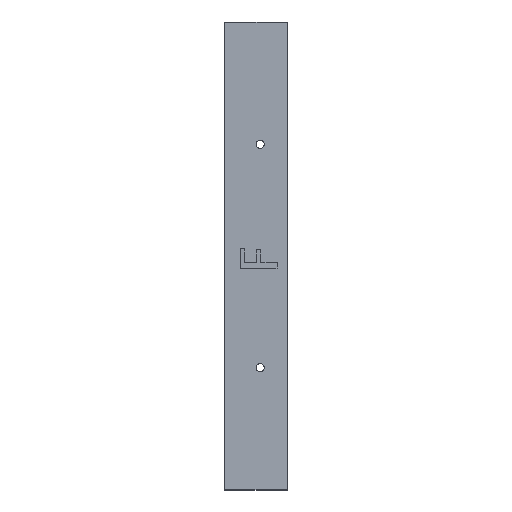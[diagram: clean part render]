
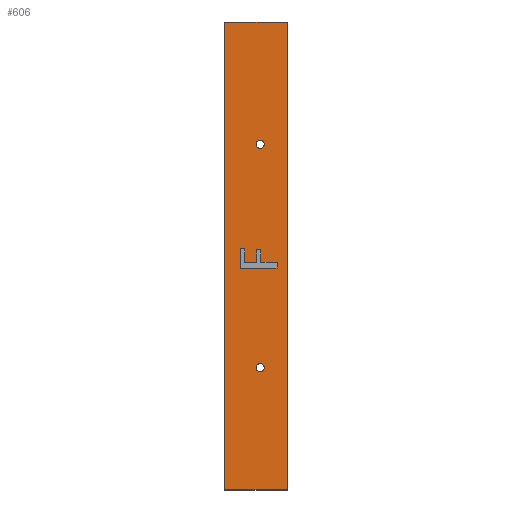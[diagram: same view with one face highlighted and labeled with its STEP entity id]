
A CAD part, top view. The second image highlights one B-rep face of the part: STEP entity #606.
In plain terms, the highlighted planar face has unit normal (0, 0, 1).
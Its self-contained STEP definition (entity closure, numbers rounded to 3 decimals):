
#18 = DIRECTION ( 'NONE',  ( -1., 0., 0. ) ) ;
#21 = LINE ( 'NONE', #835, #852 ) ;
#26 = FACE_BOUND ( 'NONE', #560, .T. ) ;
#35 = EDGE_CURVE ( 'NONE', #450, #299, #624, .T. ) ;
#42 = VERTEX_POINT ( 'NONE', #277 ) ;
#43 = CARTESIAN_POINT ( 'NONE',  ( 0., 127., 0.8 ) ) ;
#47 = ORIENTED_EDGE ( 'NONE', *, *, #351, .F. ) ;
#52 = VECTOR ( 'NONE', #265, 1000. ) ;
#55 = DIRECTION ( 'NONE',  ( -1., 0., 0. ) ) ;
#56 = CARTESIAN_POINT ( 'NONE',  ( 8.5, 33.2, 0.8 ) ) ;
#63 = VERTEX_POINT ( 'NONE', #757 ) ;
#81 = AXIS2_PLACEMENT_3D ( 'NONE', #293, #780, #769 ) ;
#93 = VERTEX_POINT ( 'NONE', #689 ) ;
#101 = DIRECTION ( 'NONE',  ( -1., 0., 0. ) ) ;
#109 = CARTESIAN_POINT ( 'NONE',  ( 5.391, 61.756, 0.8 ) ) ;
#110 = VECTOR ( 'NONE', #202, 1000. ) ;
#112 = VERTEX_POINT ( 'NONE', #874 ) ;
#122 = VERTEX_POINT ( 'NONE', #770 ) ;
#133 = LINE ( 'NONE', #743, #52 ) ;
#135 = ORIENTED_EDGE ( 'NONE', *, *, #261, .F. ) ;
#139 = AXIS2_PLACEMENT_3D ( 'NONE', #572, #504, #290 ) ;
#142 = CARTESIAN_POINT ( 'NONE',  ( 14.202, 60.225, 0.8 ) ) ;
#144 = EDGE_CURVE ( 'NONE', #589, #358, #562, .T. ) ;
#154 = VERTEX_POINT ( 'NONE', #489 ) ;
#166 = CARTESIAN_POINT ( 'NONE',  ( 0., 0., 0.8 ) ) ;
#169 = EDGE_CURVE ( 'NONE', #42, #713, #846, .T. ) ;
#179 = LINE ( 'NONE', #855, #492 ) ;
#180 = AXIS2_PLACEMENT_3D ( 'NONE', #235, #632, #423 ) ;
#182 = AXIS2_PLACEMENT_3D ( 'NONE', #166, #436, #101 ) ;
#183 = VERTEX_POINT ( 'NONE', #767 ) ;
#185 = CARTESIAN_POINT ( 'NONE',  ( 5.391, 61.756, 0.8 ) ) ;
#189 = CARTESIAN_POINT ( 'NONE',  ( 8.67, 65.17, 0.8 ) ) ;
#195 = VECTOR ( 'NONE', #456, 1000. ) ;
#196 = EDGE_CURVE ( 'NONE', #678, #122, #476, .T. ) ;
#202 = DIRECTION ( 'NONE',  ( 0., -1., 0. ) ) ;
#221 = LINE ( 'NONE', #487, #349 ) ;
#225 = ORIENTED_EDGE ( 'NONE', *, *, #409, .F. ) ;
#233 = EDGE_CURVE ( 'NONE', #112, #731, #735, .T. ) ;
#234 = CARTESIAN_POINT ( 'NONE',  ( 10.7, 33.2, 0.8 ) ) ;
#235 = CARTESIAN_POINT ( 'NONE',  ( 9.6, 33.2, 0.8 ) ) ;
#242 = CARTESIAN_POINT ( 'NONE',  ( 0., 0., 0.8 ) ) ;
#253 = ORIENTED_EDGE ( 'NONE', *, *, #556, .T. ) ;
#261 = EDGE_CURVE ( 'NONE', #183, #450, #563, .T. ) ;
#264 = ORIENTED_EDGE ( 'NONE', *, *, #761, .T. ) ;
#265 = DIRECTION ( 'NONE',  ( 1., 0., 0. ) ) ;
#268 = ORIENTED_EDGE ( 'NONE', *, *, #728, .F. ) ;
#274 = EDGE_LOOP ( 'NONE', ( #787, #701, #47, #225, #268, #522, #505, #135, #867, #858 ) ) ;
#277 = CARTESIAN_POINT ( 'NONE',  ( 17., 127., 0.8 ) ) ;
#282 = DIRECTION ( 'NONE',  ( -1., 0., 0. ) ) ;
#290 = DIRECTION ( 'NONE',  ( -1., 0., 0. ) ) ;
#293 = CARTESIAN_POINT ( 'NONE',  ( 9.6, 93.8, 0.8 ) ) ;
#299 = VERTEX_POINT ( 'NONE', #185 ) ;
#301 = CARTESIAN_POINT ( 'NONE',  ( 14.202, 61.756, 0.8 ) ) ;
#302 = ORIENTED_EDGE ( 'NONE', *, *, #785, .T. ) ;
#307 = VECTOR ( 'NONE', #55, 1000. ) ;
#327 = CARTESIAN_POINT ( 'NONE',  ( 8.67, 61.756, 0.8 ) ) ;
#332 = CARTESIAN_POINT ( 'NONE',  ( 0., 0., 0.8 ) ) ;
#349 = VECTOR ( 'NONE', #496, 1000. ) ;
#351 = EDGE_CURVE ( 'NONE', #742, #63, #740, .T. ) ;
#358 = VERTEX_POINT ( 'NONE', #56 ) ;
#363 = CIRCLE ( 'NONE', #709, 1.1 ) ;
#371 = ORIENTED_EDGE ( 'NONE', *, *, #169, .T. ) ;
#373 = CARTESIAN_POINT ( 'NONE',  ( 0., 127., 0.8 ) ) ;
#374 = VERTEX_POINT ( 'NONE', #242 ) ;
#384 = CARTESIAN_POINT ( 'NONE',  ( 4.205, 60.225, 0.8 ) ) ;
#386 = LINE ( 'NONE', #109, #506 ) ;
#391 = CARTESIAN_POINT ( 'NONE',  ( 10.7, 93.8, 0.8 ) ) ;
#409 = EDGE_CURVE ( 'NONE', #154, #742, #541, .T. ) ;
#423 = DIRECTION ( 'NONE',  ( -1., 0., 0. ) ) ;
#436 = DIRECTION ( 'NONE',  ( 0., 0., -1. ) ) ;
#445 = VECTOR ( 'NONE', #457, 1000. ) ;
#448 = CARTESIAN_POINT ( 'NONE',  ( 9.856, 61.756, 0.8 ) ) ;
#450 = VERTEX_POINT ( 'NONE', #671 ) ;
#456 = DIRECTION ( 'NONE',  ( 0., -1., 0. ) ) ;
#457 = DIRECTION ( 'NONE',  ( -1., 0., 0. ) ) ;
#461 = CIRCLE ( 'NONE', #81, 1.1 ) ;
#473 = DIRECTION ( 'NONE',  ( 0., 1., 0. ) ) ;
#476 = CIRCLE ( 'NONE', #139, 1.1 ) ;
#481 = EDGE_LOOP ( 'NONE', ( #863, #264 ) ) ;
#487 = CARTESIAN_POINT ( 'NONE',  ( 17., 0., 0.8 ) ) ;
#489 = CARTESIAN_POINT ( 'NONE',  ( 4.205, 65.431, 0.8 ) ) ;
#492 = VECTOR ( 'NONE', #516, 1000. ) ;
#496 = DIRECTION ( 'NONE',  ( 0., 1., 0. ) ) ;
#503 = FACE_BOUND ( 'NONE', #274, .T. ) ;
#504 = DIRECTION ( 'NONE',  ( 0., 0., -1. ) ) ;
#505 = ORIENTED_EDGE ( 'NONE', *, *, #35, .F. ) ;
#506 = VECTOR ( 'NONE', #658, 1000. ) ;
#512 = DIRECTION ( 'NONE',  ( 0., 0., -1. ) ) ;
#516 = DIRECTION ( 'NONE',  ( 0., 1., 0. ) ) ;
#522 = ORIENTED_EDGE ( 'NONE', *, *, #734, .F. ) ;
#541 = LINE ( 'NONE', #759, #110 ) ;
#551 = ORIENTED_EDGE ( 'NONE', *, *, #196, .T. ) ;
#556 = EDGE_CURVE ( 'NONE', #786, #42, #221, .T. ) ;
#559 = EDGE_CURVE ( 'NONE', #93, #183, #21, .T. ) ;
#560 = EDGE_LOOP ( 'NONE', ( #551, #657 ) ) ;
#562 = CIRCLE ( 'NONE', #180, 1.1 ) ;
#563 = LINE ( 'NONE', #189, #195 ) ;
#564 = VECTOR ( 'NONE', #18, 1000. ) ;
#572 = CARTESIAN_POINT ( 'NONE',  ( 9.6, 93.8, 0.8 ) ) ;
#574 = EDGE_CURVE ( 'NONE', #122, #678, #461, .T. ) ;
#582 = DIRECTION ( 'NONE',  ( 1., 0., 0. ) ) ;
#589 = VERTEX_POINT ( 'NONE', #234 ) ;
#605 = LINE ( 'NONE', #332, #807 ) ;
#606 = ADVANCED_FACE ( 'NONE', ( #503, #26, #775, #711 ), #644, .F. ) ;
#617 = ORIENTED_EDGE ( 'NONE', *, *, #810, .T. ) ;
#624 = LINE ( 'NONE', #327, #445 ) ;
#632 = DIRECTION ( 'NONE',  ( 0., 0., -1. ) ) ;
#636 = VECTOR ( 'NONE', #582, 1000. ) ;
#644 = PLANE ( 'NONE',  #182 ) ;
#647 = CARTESIAN_POINT ( 'NONE',  ( 4.205, 60.225, 0.8 ) ) ;
#648 = DIRECTION ( 'NONE',  ( -1., 0., 0. ) ) ;
#657 = ORIENTED_EDGE ( 'NONE', *, *, #574, .T. ) ;
#658 = DIRECTION ( 'NONE',  ( 0., 1., 0. ) ) ;
#671 = CARTESIAN_POINT ( 'NONE',  ( 8.67, 61.756, 0.8 ) ) ;
#678 = VERTEX_POINT ( 'NONE', #391 ) ;
#679 = CARTESIAN_POINT ( 'NONE',  ( 5.391, 65.431, 0.8 ) ) ;
#689 = CARTESIAN_POINT ( 'NONE',  ( 9.856, 65.17, 0.8 ) ) ;
#701 = ORIENTED_EDGE ( 'NONE', *, *, #818, .F. ) ;
#709 = AXIS2_PLACEMENT_3D ( 'NONE', #860, #512, #282 ) ;
#711 = FACE_OUTER_BOUND ( 'NONE', #859, .T. ) ;
#713 = VERTEX_POINT ( 'NONE', #43 ) ;
#727 = LINE ( 'NONE', #797, #307 ) ;
#728 = EDGE_CURVE ( 'NONE', #881, #154, #727, .T. ) ;
#731 = VERTEX_POINT ( 'NONE', #448 ) ;
#734 = EDGE_CURVE ( 'NONE', #299, #881, #386, .T. ) ;
#735 = LINE ( 'NONE', #301, #765 ) ;
#740 = LINE ( 'NONE', #384, #636 ) ;
#742 = VERTEX_POINT ( 'NONE', #647 ) ;
#743 = CARTESIAN_POINT ( 'NONE',  ( 0., 0., 0.8 ) ) ;
#754 = DIRECTION ( 'NONE',  ( 0., -1., 0. ) ) ;
#755 = EDGE_CURVE ( 'NONE', #731, #93, #179, .T. ) ;
#757 = CARTESIAN_POINT ( 'NONE',  ( 14.202, 60.225, 0.8 ) ) ;
#759 = CARTESIAN_POINT ( 'NONE',  ( 4.205, 65.431, 0.8 ) ) ;
#761 = EDGE_CURVE ( 'NONE', #358, #589, #363, .T. ) ;
#764 = DIRECTION ( 'NONE',  ( -1., 0., 0. ) ) ;
#765 = VECTOR ( 'NONE', #648, 1000. ) ;
#767 = CARTESIAN_POINT ( 'NONE',  ( 8.67, 65.17, 0.8 ) ) ;
#769 = DIRECTION ( 'NONE',  ( -1., 0., 0. ) ) ;
#770 = CARTESIAN_POINT ( 'NONE',  ( 8.5, 93.8, 0.8 ) ) ;
#775 = FACE_BOUND ( 'NONE', #481, .T. ) ;
#780 = DIRECTION ( 'NONE',  ( 0., 0., -1. ) ) ;
#785 = EDGE_CURVE ( 'NONE', #713, #374, #605, .T. ) ;
#786 = VERTEX_POINT ( 'NONE', #876 ) ;
#787 = ORIENTED_EDGE ( 'NONE', *, *, #233, .F. ) ;
#797 = CARTESIAN_POINT ( 'NONE',  ( 5.391, 65.431, 0.8 ) ) ;
#802 = LINE ( 'NONE', #142, #837 ) ;
#807 = VECTOR ( 'NONE', #754, 1000. ) ;
#810 = EDGE_CURVE ( 'NONE', #374, #786, #133, .T. ) ;
#818 = EDGE_CURVE ( 'NONE', #63, #112, #802, .T. ) ;
#835 = CARTESIAN_POINT ( 'NONE',  ( 9.856, 65.17, 0.8 ) ) ;
#837 = VECTOR ( 'NONE', #473, 1000. ) ;
#846 = LINE ( 'NONE', #373, #564 ) ;
#852 = VECTOR ( 'NONE', #764, 1000. ) ;
#855 = CARTESIAN_POINT ( 'NONE',  ( 9.856, 61.756, 0.8 ) ) ;
#858 = ORIENTED_EDGE ( 'NONE', *, *, #755, .F. ) ;
#859 = EDGE_LOOP ( 'NONE', ( #302, #617, #253, #371 ) ) ;
#860 = CARTESIAN_POINT ( 'NONE',  ( 9.6, 33.2, 0.8 ) ) ;
#863 = ORIENTED_EDGE ( 'NONE', *, *, #144, .T. ) ;
#867 = ORIENTED_EDGE ( 'NONE', *, *, #559, .F. ) ;
#874 = CARTESIAN_POINT ( 'NONE',  ( 14.202, 61.756, 0.8 ) ) ;
#876 = CARTESIAN_POINT ( 'NONE',  ( 17., 0., 0.8 ) ) ;
#881 = VERTEX_POINT ( 'NONE', #679 ) ;
